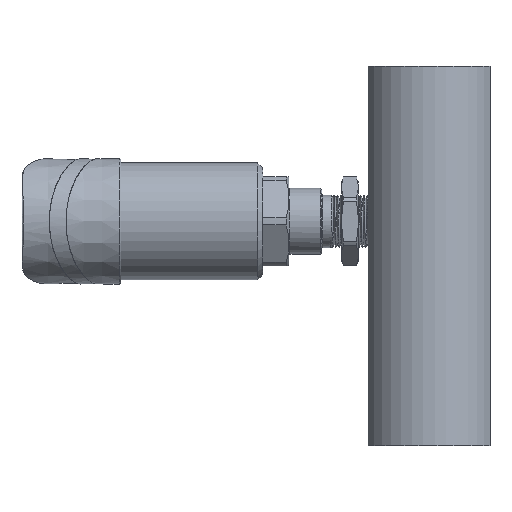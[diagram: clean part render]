
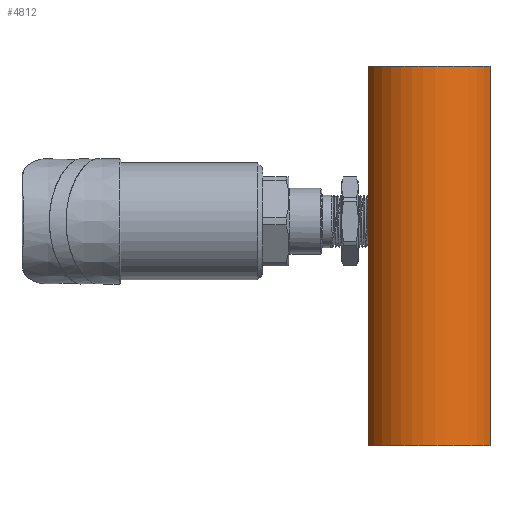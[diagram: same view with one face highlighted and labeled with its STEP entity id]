
A CAD part, left-side view. The second image highlights one B-rep face of the part: STEP entity #4812.
In plain terms, the highlighted cylindrical face has radius 20.5 mm (diameter 41 mm), a partial arc.
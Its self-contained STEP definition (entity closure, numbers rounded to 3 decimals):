
#2732=CYLINDRICAL_SURFACE('',#13973,20.5);
#2865=FACE_OUTER_BOUND('',#6007,.T.);
#3494=LINE('',#17464,#4082);
#3495=LINE('',#17469,#4083);
#4082=VECTOR('',#14902,1.);
#4083=VECTOR('',#14905,1.);
#4812=ADVANCED_FACE('',(#2865),#2732,.T.);
#6007=EDGE_LOOP('',(#6848,#6849,#6850,#6851));
#6848=ORIENTED_EDGE('',*,*,#11580,.T.);
#6849=ORIENTED_EDGE('',*,*,#11581,.T.);
#6850=ORIENTED_EDGE('',*,*,#11582,.T.);
#6851=ORIENTED_EDGE('',*,*,#11583,.T.);
#10396=VERTEX_POINT('',#17465);
#10397=VERTEX_POINT('',#17466);
#10398=VERTEX_POINT('',#17468);
#10399=VERTEX_POINT('',#17470);
#11580=EDGE_CURVE('',#10396,#10397,#3494,.T.);
#11581=EDGE_CURVE('',#10397,#10398,#13352,.T.);
#11582=EDGE_CURVE('',#10398,#10399,#3495,.T.);
#11583=EDGE_CURVE('',#10399,#10396,#13353,.T.);
#13352=CIRCLE('',#13971,20.5);
#13353=CIRCLE('',#13972,20.5);
#13971=AXIS2_PLACEMENT_3D('',#17467,#14903,#14904);
#13972=AXIS2_PLACEMENT_3D('',#17471,#14906,#14907);
#13973=AXIS2_PLACEMENT_3D('',#17472,#14908,#14909);
#14902=DIRECTION('',(0.,0.,-1.));
#14903=DIRECTION('',(0.,0.,1.));
#14904=DIRECTION('',(-1.,0.,0.));
#14905=DIRECTION('',(0.,0.,1.));
#14906=DIRECTION('',(0.,0.,-1.));
#14907=DIRECTION('',(1.,0.,0.));
#14908=DIRECTION('',(0.,0.,-1.));
#14909=DIRECTION('',(-1.,0.,0.));
#17464=CARTESIAN_POINT('',(122.168,18.5,43.5));
#17465=CARTESIAN_POINT('',(122.168,18.5,49.5));
#17466=CARTESIAN_POINT('',(122.168,18.5,-65.5));
#17467=CARTESIAN_POINT('',(131.,0.,-65.5));
#17468=CARTESIAN_POINT('',(122.168,-18.5,-65.5));
#17469=CARTESIAN_POINT('',(122.168,-18.5,43.5));
#17470=CARTESIAN_POINT('',(122.168,-18.5,49.5));
#17471=CARTESIAN_POINT('',(131.,0.,49.5));
#17472=CARTESIAN_POINT('',(131.,0.,43.5));
